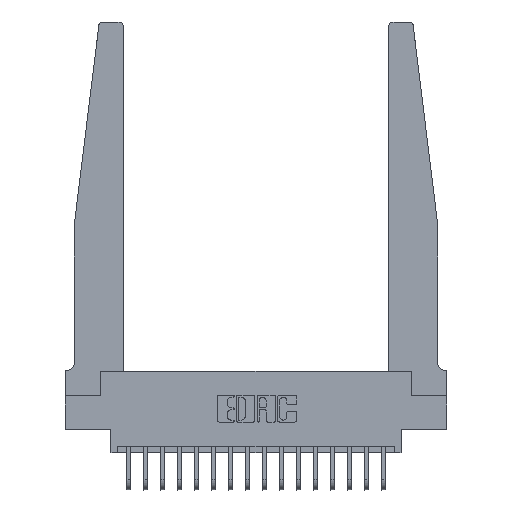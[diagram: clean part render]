
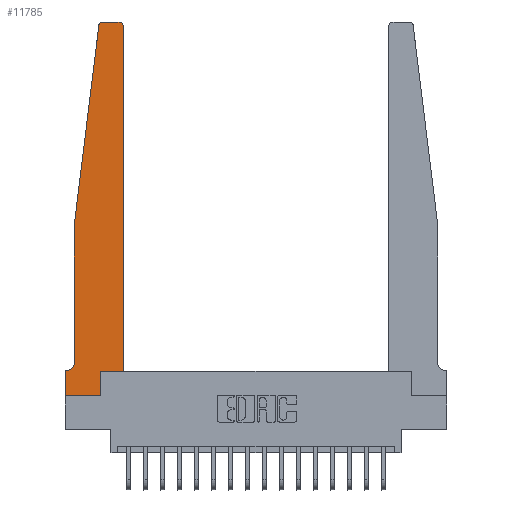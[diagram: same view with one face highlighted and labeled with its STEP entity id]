
A CAD part, top view. The second image highlights one B-rep face of the part: STEP entity #11785.
In plain terms, the highlighted planar face has unit normal (0, 0, 1).
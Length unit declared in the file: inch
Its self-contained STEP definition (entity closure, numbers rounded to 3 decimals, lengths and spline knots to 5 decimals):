
#177 = DIRECTION ( 'NONE',  ( 1., 0., 0. ) ) ;
#508 = LINE ( 'NONE', #19926, #8893 ) ;
#734 = DIRECTION ( 'NONE',  ( 0., 0., 1. ) ) ;
#852 = DIRECTION ( 'NONE',  ( -1., 0., 0. ) ) ;
#1247 = ORIENTED_EDGE ( 'NONE', *, *, #19787, .T. ) ;
#1407 = DIRECTION ( 'NONE',  ( 1., 0., 0. ) ) ;
#1416 = VERTEX_POINT ( 'NONE', #8956 ) ;
#1431 = DIRECTION ( 'NONE',  ( 0., -1., 0. ) ) ;
#1680 = CARTESIAN_POINT ( 'NONE',  ( 0., 0., 0.37 ) ) ;
#1898 = VERTEX_POINT ( 'NONE', #13617 ) ;
#2330 = FACE_OUTER_BOUND ( 'NONE', #9409, .T. ) ;
#2481 = CARTESIAN_POINT ( 'NONE',  ( 0.015, 0.2375, 0.37 ) ) ;
#2643 = VECTOR ( 'NONE', #15555, 39.37008 ) ;
#2659 = LINE ( 'NONE', #20264, #6142 ) ;
#3000 = VERTEX_POINT ( 'NONE', #18124 ) ;
#3030 = ORIENTED_EDGE ( 'NONE', *, *, #16641, .T. ) ;
#3231 = VERTEX_POINT ( 'NONE', #20969 ) ;
#3509 = CARTESIAN_POINT ( 'NONE',  ( 0., 0., 0.37 ) ) ;
#3521 = VERTEX_POINT ( 'NONE', #10712 ) ;
#4108 = EDGE_CURVE ( 'NONE', #3521, #13049, #17719, .T. ) ;
#4340 = EDGE_CURVE ( 'NONE', #11294, #1416, #19943, .T. ) ;
#4536 = EDGE_CURVE ( 'NONE', #20433, #3521, #9065, .T. ) ;
#4772 = AXIS2_PLACEMENT_3D ( 'NONE', #2481, #18476, #10180 ) ;
#4814 = VECTOR ( 'NONE', #177, 39.37008 ) ;
#5194 = VECTOR ( 'NONE', #13016, 39.37008 ) ;
#5232 = ORIENTED_EDGE ( 'NONE', *, *, #4340, .T. ) ;
#5536 = CARTESIAN_POINT ( 'NONE',  ( 0.015, 0.1875, 0.37 ) ) ;
#5946 = EDGE_CURVE ( 'NONE', #3231, #11052, #6204, .T. ) ;
#6142 = VECTOR ( 'NONE', #10358, 39.37008 ) ;
#6181 = LINE ( 'NONE', #16172, #15051 ) ;
#6204 = LINE ( 'NONE', #16201, #5194 ) ;
#6259 = EDGE_CURVE ( 'NONE', #15604, #9552, #6181, .T. ) ;
#6570 = CARTESIAN_POINT ( 'NONE',  ( 0.065, 1.25, 0.37 ) ) ;
#6623 = DIRECTION ( 'NONE',  ( 1., 0., 0. ) ) ;
#6752 = CARTESIAN_POINT ( 'NONE',  ( 0.395, 2.75, 0.37 ) ) ;
#6804 = LINE ( 'NONE', #1680, #4814 ) ;
#7266 = DIRECTION ( 'NONE',  ( 1., 0., 0. ) ) ;
#7596 = ORIENTED_EDGE ( 'NONE', *, *, #9209, .T. ) ;
#8149 = DIRECTION ( 'NONE',  ( 0., 0., 1. ) ) ;
#8375 = AXIS2_PLACEMENT_3D ( 'NONE', #17039, #734, #7266 ) ;
#8860 = PLANE ( 'NONE',  #8375 ) ;
#8893 = VECTOR ( 'NONE', #6623, 39.37008 ) ;
#8956 = CARTESIAN_POINT ( 'NONE',  ( 0., 0., 0.37 ) ) ;
#9065 = LINE ( 'NONE', #20466, #2643 ) ;
#9209 = EDGE_CURVE ( 'NONE', #11662, #11294, #14077, .T. ) ;
#9409 = EDGE_LOOP ( 'NONE', ( #20720, #16863, #3030, #1247, #13445, #7596, #5232, #19336, #10470, #18774, #10744, #16024 ) ) ;
#9552 = VERTEX_POINT ( 'NONE', #17229 ) ;
#9905 = VECTOR ( 'NONE', #9946, 39.37008 ) ;
#9946 = DIRECTION ( 'NONE',  ( 0., -1., 0. ) ) ;
#10121 = DIRECTION ( 'NONE',  ( 1., 0., 0. ) ) ;
#10180 = DIRECTION ( 'NONE',  ( -1., 0., 0. ) ) ;
#10222 = AXIS2_PLACEMENT_3D ( 'NONE', #14205, #8149, #1407 ) ;
#10358 = DIRECTION ( 'NONE',  ( -0.122, -0.992, 0. ) ) ;
#10470 = ORIENTED_EDGE ( 'NONE', *, *, #5946, .T. ) ;
#10712 = CARTESIAN_POINT ( 'NONE',  ( 0.27653, 2.75, 0.37 ) ) ;
#10744 = ORIENTED_EDGE ( 'NONE', *, *, #6259, .T. ) ;
#11052 = VERTEX_POINT ( 'NONE', #19473 ) ;
#11294 = VERTEX_POINT ( 'NONE', #19569 ) ;
#11469 = LINE ( 'NONE', #6570, #14466 ) ;
#11662 = VERTEX_POINT ( 'NONE', #5536 ) ;
#11785 = ADVANCED_FACE ( 'NONE', ( #2330 ), #8860, .T. ) ;
#11920 = CIRCLE ( 'NONE', #4772, 0.05 ) ;
#11954 = CARTESIAN_POINT ( 'NONE',  ( 0.24675, 2.72367, 0.37 ) ) ;
#13016 = DIRECTION ( 'NONE',  ( 0., 1., 0. ) ) ;
#13049 = VERTEX_POINT ( 'NONE', #11954 ) ;
#13114 = DIRECTION ( 'NONE',  ( 0., 0., 1. ) ) ;
#13445 = ORIENTED_EDGE ( 'NONE', *, *, #17865, .T. ) ;
#13617 = CARTESIAN_POINT ( 'NONE',  ( 0.065, 0.2375, 0.37 ) ) ;
#14077 = LINE ( 'NONE', #17145, #18921 ) ;
#14205 = CARTESIAN_POINT ( 'NONE',  ( 0.27653, 2.72, 0.37 ) ) ;
#14318 = AXIS2_PLACEMENT_3D ( 'NONE', #14705, #13114, #10121 ) ;
#14466 = VECTOR ( 'NONE', #1431, 39.37008 ) ;
#14705 = CARTESIAN_POINT ( 'NONE',  ( 0.395, 2.72, 0.37 ) ) ;
#15051 = VECTOR ( 'NONE', #19183, 39.37008 ) ;
#15555 = DIRECTION ( 'NONE',  ( -1., 0., 0. ) ) ;
#15604 = VERTEX_POINT ( 'NONE', #18308 ) ;
#16024 = ORIENTED_EDGE ( 'NONE', *, *, #16988, .T. ) ;
#16172 = CARTESIAN_POINT ( 'NONE',  ( 0.425, 0.18, 0.37 ) ) ;
#16201 = CARTESIAN_POINT ( 'NONE',  ( 0.2605, 0.18, 0.37 ) ) ;
#16641 = EDGE_CURVE ( 'NONE', #13049, #3000, #2659, .T. ) ;
#16863 = ORIENTED_EDGE ( 'NONE', *, *, #4108, .T. ) ;
#16909 = EDGE_CURVE ( 'NONE', #11052, #15604, #508, .T. ) ;
#16988 = EDGE_CURVE ( 'NONE', #9552, #20433, #18732, .T. ) ;
#17039 = CARTESIAN_POINT ( 'NONE',  ( 0., 0.1875, 0.37 ) ) ;
#17145 = CARTESIAN_POINT ( 'NONE',  ( 0.065, 0.1875, 0.37 ) ) ;
#17229 = CARTESIAN_POINT ( 'NONE',  ( 0.425, 2.72, 0.37 ) ) ;
#17345 = EDGE_CURVE ( 'NONE', #1416, #3231, #6804, .T. ) ;
#17719 = CIRCLE ( 'NONE', #10222, 0.03 ) ;
#17865 = EDGE_CURVE ( 'NONE', #1898, #11662, #11920, .T. ) ;
#18124 = CARTESIAN_POINT ( 'NONE',  ( 0.065, 1.25, 0.37 ) ) ;
#18308 = CARTESIAN_POINT ( 'NONE',  ( 0.425, 0.18, 0.37 ) ) ;
#18476 = DIRECTION ( 'NONE',  ( 0., 0., -1. ) ) ;
#18732 = CIRCLE ( 'NONE', #14318, 0.03 ) ;
#18774 = ORIENTED_EDGE ( 'NONE', *, *, #16909, .T. ) ;
#18921 = VECTOR ( 'NONE', #852, 39.37008 ) ;
#19183 = DIRECTION ( 'NONE',  ( 0., 1., 0. ) ) ;
#19336 = ORIENTED_EDGE ( 'NONE', *, *, #17345, .T. ) ;
#19473 = CARTESIAN_POINT ( 'NONE',  ( 0.2605, 0.18, 0.37 ) ) ;
#19569 = CARTESIAN_POINT ( 'NONE',  ( 0., 0.1875, 0.37 ) ) ;
#19787 = EDGE_CURVE ( 'NONE', #3000, #1898, #11469, .T. ) ;
#19926 = CARTESIAN_POINT ( 'NONE',  ( 0.425, 0.18, 0.37 ) ) ;
#19943 = LINE ( 'NONE', #3509, #9905 ) ;
#20264 = CARTESIAN_POINT ( 'NONE',  ( 0.065, 1.25, 0.37 ) ) ;
#20433 = VERTEX_POINT ( 'NONE', #6752 ) ;
#20466 = CARTESIAN_POINT ( 'NONE',  ( 0.25, 2.75, 0.37 ) ) ;
#20720 = ORIENTED_EDGE ( 'NONE', *, *, #4536, .T. ) ;
#20969 = CARTESIAN_POINT ( 'NONE',  ( 0.2605, 0., 0.37 ) ) ;
